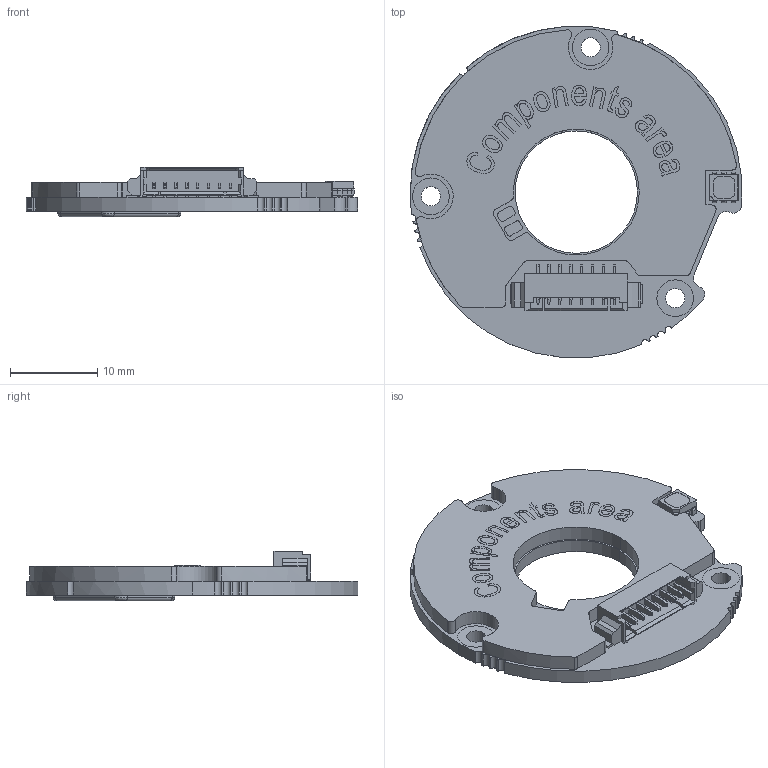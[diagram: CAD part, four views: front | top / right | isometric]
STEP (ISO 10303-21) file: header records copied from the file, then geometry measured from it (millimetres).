
FILE_DESCRIPTION (( 'STEP AP214' ), '1' );
FILE_NAME ('MB029xxxxxxFNx00.STEP', '2024-04-18T09:17:11', ( '' ), ( '' ), 'SwSTEP 2.0', 'SolidWorks 2022', '' );
FILE_SCHEMA (( 'AUTOMOTIVE_DESIGN' ));
Length unit declared in the file: millimetre
Products named in the file (1): MB029xxxxxxFNx00
Bounding box: 37.93 x 37.91 x 5.68 mm (x, y, z)
Volume: 2759.2 mm3; surface area: 3185 mm2
Topology: 4 solids, 4 shells, 743 faces, 2066 edges, 1355 vertices
Faces by surface type: plane 468, bspline 139, cylinder 136
Entity records: 38140 total; most frequent: CARTESIAN_POINT 11607, ORIENTED_EDGE 4132, DIRECTION 3291, EDGE_CURVE 2066, VECTOR 1497, LINE 1497, VERTEX_POINT 1355, AXIS2_PLACEMENT_3D 897
